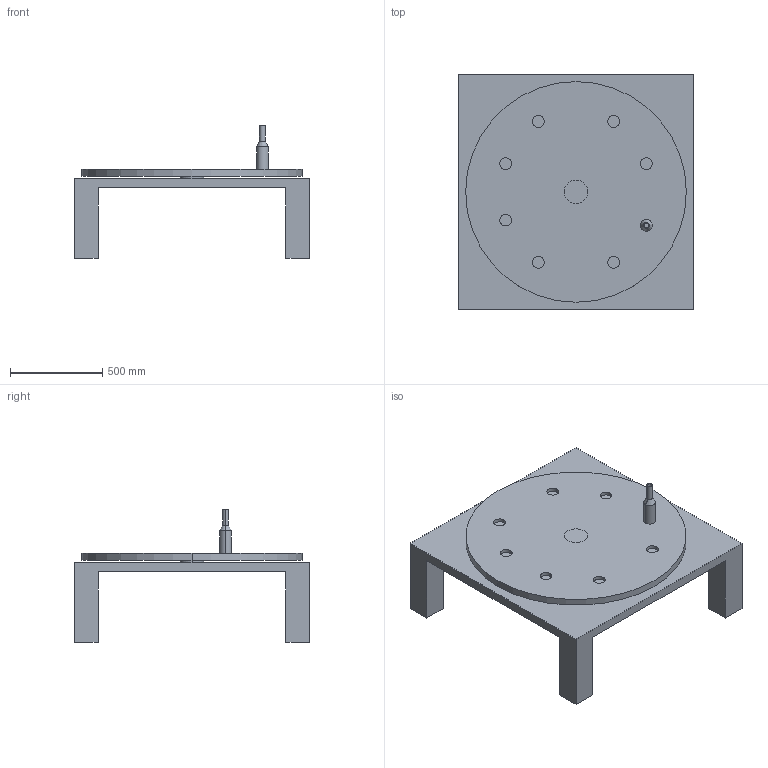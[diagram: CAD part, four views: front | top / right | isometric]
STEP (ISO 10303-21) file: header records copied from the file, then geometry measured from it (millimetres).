
FILE_DESCRIPTION((''),'2;1');
FILE_NAME('S4850111_ROTARYATBLE_ASM','2020-02-17T16:41:11',('cheta'),(''),'CREO PARAMETRIC BY PTC INC, 2019224','CREO PARAMETRIC BY PTC INC, 2019224','');
FILE_SCHEMA(('CONFIG_CONTROL_DESIGN'));
Length unit declared in the file: inch
Products named in the file (4): S4850111_TABLE; S4850111_ROTARY; NEWBOT; S4850111_ROTARYATBLE_ASM
Assembly tree (3 placements, depth 2):
  S4850111_ROTARYATBLE_ASM
    S4850111_TABLE
    S4850111_ROTARY
    NEWBOT
Bounding box: 1270 x 1270 x 717.55 mm (x, y, z)
Volume: 148976424.2 mm3; surface area: 6763003.7 mm2
Topology: 3 solids, 3 shells, 66 faces, 142 edges, 92 vertices
Faces by surface type: plane 32, cylinder 30, cone 4
Entity records: 1922 total; most frequent: DIRECTION 348, CARTESIAN_POINT 307, ORIENTED_EDGE 284, EDGE_CURVE 142, AXIS2_PLACEMENT_3D 133, VERTEX_POINT 92, VECTOR 82, LINE 82
